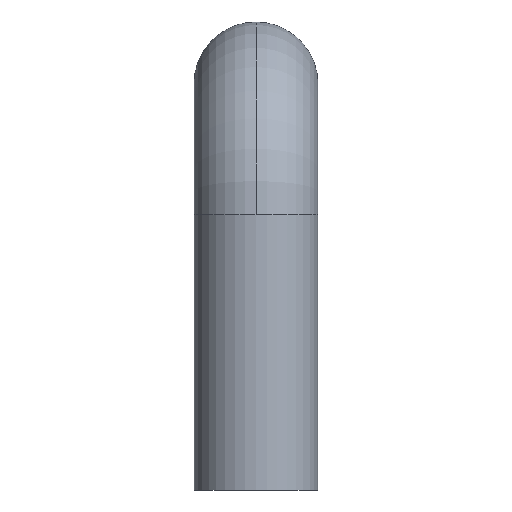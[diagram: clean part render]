
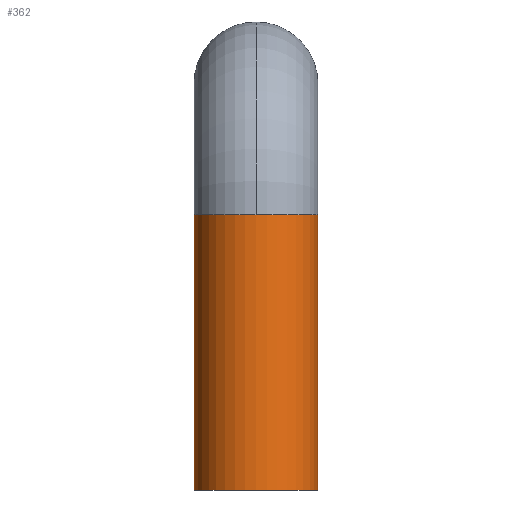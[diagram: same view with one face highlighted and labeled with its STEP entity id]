
A CAD part, front view. The second image highlights one B-rep face of the part: STEP entity #362.
In plain terms, the highlighted cylindrical face has radius 4.5 mm (diameter 9 mm), a partial arc.
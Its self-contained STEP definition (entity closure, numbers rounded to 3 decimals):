
#9 = CARTESIAN_POINT ( 'NONE',  ( 4.5, 0., 0. ) ) ;
#21 = DIRECTION ( 'NONE',  ( 0., 0., -1. ) ) ;
#27 = DIRECTION ( 'NONE',  ( 1., 0., 0. ) ) ;
#34 = EDGE_CURVE ( 'NONE', #177, #249, #203, .T. ) ;
#64 = CARTESIAN_POINT ( 'NONE',  ( 0., 0., 20. ) ) ;
#82 = DIRECTION ( 'NONE',  ( 1., 0., 0. ) ) ;
#83 = EDGE_CURVE ( 'NONE', #249, #128, #406, .T. ) ;
#116 = ORIENTED_EDGE ( 'NONE', *, *, #263, .T. ) ;
#118 = DIRECTION ( 'NONE',  ( 0., 0., 1. ) ) ;
#124 = AXIS2_PLACEMENT_3D ( 'NONE', #64, #21, #189 ) ;
#128 = VERTEX_POINT ( 'NONE', #9 ) ;
#141 = CARTESIAN_POINT ( 'NONE',  ( -4.5, 0., 20. ) ) ;
#167 = CARTESIAN_POINT ( 'NONE',  ( 4.5, 0., 20. ) ) ;
#177 = VERTEX_POINT ( 'NONE', #221 ) ;
#189 = DIRECTION ( 'NONE',  ( -1., 0., 0. ) ) ;
#190 = CIRCLE ( 'NONE', #509, 4.5 ) ;
#194 = CARTESIAN_POINT ( 'NONE',  ( 0., 0., 0. ) ) ;
#202 = CYLINDRICAL_SURFACE ( 'NONE', #124, 4.5 ) ;
#203 = CIRCLE ( 'NONE', #226, 4.5 ) ;
#204 = EDGE_LOOP ( 'NONE', ( #351, #359, #394, #116, #340 ) ) ;
#221 = CARTESIAN_POINT ( 'NONE',  ( 0., -4.5, 20. ) ) ;
#226 = AXIS2_PLACEMENT_3D ( 'NONE', #245, #524, #82 ) ;
#234 = DIRECTION ( 'NONE',  ( 1., 0., 0. ) ) ;
#245 = CARTESIAN_POINT ( 'NONE',  ( 0., 0., 20. ) ) ;
#249 = VERTEX_POINT ( 'NONE', #493 ) ;
#257 = DIRECTION ( 'NONE',  ( 0., 0., -1. ) ) ;
#263 = EDGE_CURVE ( 'NONE', #358, #399, #431, .T. ) ;
#265 = CARTESIAN_POINT ( 'NONE',  ( -4.5, 0., 0. ) ) ;
#339 = CIRCLE ( 'NONE', #383, 4.5 ) ;
#340 = ORIENTED_EDGE ( 'NONE', *, *, #495, .T. ) ;
#346 = VECTOR ( 'NONE', #482, 1000. ) ;
#351 = ORIENTED_EDGE ( 'NONE', *, *, #83, .F. ) ;
#352 = CARTESIAN_POINT ( 'NONE',  ( 0., 0., 20. ) ) ;
#358 = VERTEX_POINT ( 'NONE', #141 ) ;
#359 = ORIENTED_EDGE ( 'NONE', *, *, #34, .F. ) ;
#362 = ADVANCED_FACE ( 'NONE', ( #398 ), #202, .T. ) ;
#383 = AXIS2_PLACEMENT_3D ( 'NONE', #194, #118, #27 ) ;
#394 = ORIENTED_EDGE ( 'NONE', *, *, #449, .F. ) ;
#398 = FACE_OUTER_BOUND ( 'NONE', #204, .T. ) ;
#399 = VERTEX_POINT ( 'NONE', #265 ) ;
#406 = LINE ( 'NONE', #167, #346 ) ;
#431 = LINE ( 'NONE', #489, #490 ) ;
#449 = EDGE_CURVE ( 'NONE', #358, #177, #190, .T. ) ;
#467 = DIRECTION ( 'NONE',  ( 0., 0., 1. ) ) ;
#482 = DIRECTION ( 'NONE',  ( 0., 0., -1. ) ) ;
#489 = CARTESIAN_POINT ( 'NONE',  ( -4.5, 0., 20. ) ) ;
#490 = VECTOR ( 'NONE', #257, 1000. ) ;
#493 = CARTESIAN_POINT ( 'NONE',  ( 4.5, 0., 20. ) ) ;
#495 = EDGE_CURVE ( 'NONE', #399, #128, #339, .T. ) ;
#509 = AXIS2_PLACEMENT_3D ( 'NONE', #352, #467, #234 ) ;
#524 = DIRECTION ( 'NONE',  ( 0., 0., 1. ) ) ;
